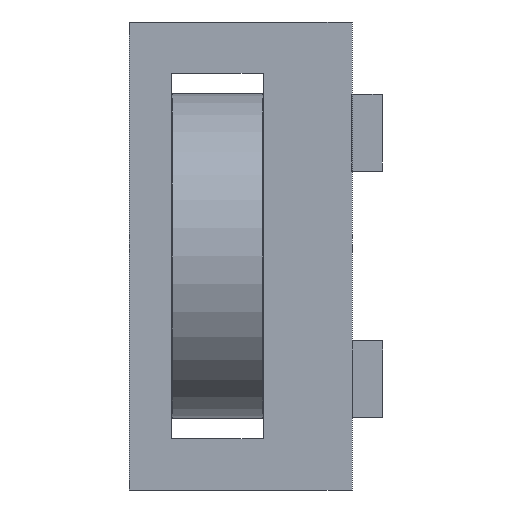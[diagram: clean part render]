
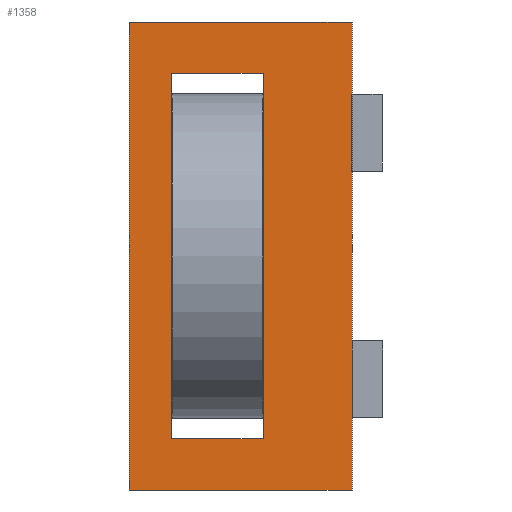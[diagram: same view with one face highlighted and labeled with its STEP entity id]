
A CAD part, left-side view. The second image highlights one B-rep face of the part: STEP entity #1358.
In plain terms, the highlighted planar face has unit normal (1, 0, 0).
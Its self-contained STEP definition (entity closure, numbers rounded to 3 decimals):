
#234 = PLANE ( 'NONE',  #2784 ) ;
#1044 = VECTOR ( 'NONE', #16675, 1000. ) ;
#1358 = ADVANCED_FACE ( 'NONE', ( #1901, #19453 ), #234, .T. ) ;
#1700 = VERTEX_POINT ( 'NONE', #12732 ) ;
#1742 = EDGE_LOOP ( 'NONE', ( #19797, #10984, #15234, #13591 ) ) ;
#1901 = FACE_OUTER_BOUND ( 'NONE', #1742, .T. ) ;
#2151 = EDGE_CURVE ( 'NONE', #16101, #15353, #12704, .T. ) ;
#2256 = LINE ( 'NONE', #19404, #1044 ) ;
#2433 = VERTEX_POINT ( 'NONE', #7678 ) ;
#2512 = DIRECTION ( 'NONE',  ( 0., 1., 0. ) ) ;
#2784 = AXIS2_PLACEMENT_3D ( 'NONE', #11619, #17975, #9022 ) ;
#3271 = CARTESIAN_POINT ( 'NONE',  ( -3.07, 5.87, -5.95 ) ) ;
#3344 = EDGE_CURVE ( 'NONE', #15353, #16462, #9468, .T. ) ;
#3816 = VECTOR ( 'NONE', #12962, 1000. ) ;
#4297 = EDGE_CURVE ( 'NONE', #16462, #20282, #17553, .T. ) ;
#4683 = VECTOR ( 'NONE', #19413, 1000. ) ;
#4754 = DIRECTION ( 'NONE',  ( 0., -1., 0. ) ) ;
#5398 = CARTESIAN_POINT ( 'NONE',  ( -3.07, 0., -7.62 ) ) ;
#5428 = LINE ( 'NONE', #8802, #13662 ) ;
#5514 = CARTESIAN_POINT ( 'NONE',  ( -3.07, 2.9, 5.95 ) ) ;
#5572 = ORIENTED_EDGE ( 'NONE', *, *, #3344, .T. ) ;
#5627 = CARTESIAN_POINT ( 'NONE',  ( -3.07, 5.87, 5.95 ) ) ;
#7040 = EDGE_LOOP ( 'NONE', ( #16550, #16596, #16084, #5572 ) ) ;
#7133 = EDGE_CURVE ( 'NONE', #15608, #2433, #14497, .T. ) ;
#7455 = LINE ( 'NONE', #20178, #12473 ) ;
#7678 = CARTESIAN_POINT ( 'NONE',  ( -3.07, 0., 7.62 ) ) ;
#7756 = CARTESIAN_POINT ( 'NONE',  ( -3.07, 0., 7.62 ) ) ;
#8306 = EDGE_CURVE ( 'NONE', #20282, #16101, #2256, .T. ) ;
#8802 = CARTESIAN_POINT ( 'NONE',  ( -3.07, 7.26, -7.62 ) ) ;
#9022 = DIRECTION ( 'NONE',  ( 0., 0., -1. ) ) ;
#9468 = LINE ( 'NONE', #20506, #20488 ) ;
#9600 = DIRECTION ( 'NONE',  ( 0., 1., 0. ) ) ;
#10140 = CARTESIAN_POINT ( 'NONE',  ( -3.07, 2.9, -5.95 ) ) ;
#10984 = ORIENTED_EDGE ( 'NONE', *, *, #7133, .F. ) ;
#11187 = VECTOR ( 'NONE', #9600, 1000. ) ;
#11305 = CARTESIAN_POINT ( 'NONE',  ( -3.07, 7.26, 5.95 ) ) ;
#11619 = CARTESIAN_POINT ( 'NONE',  ( -3.07, 7.26, -7.62 ) ) ;
#12473 = VECTOR ( 'NONE', #19869, 1000. ) ;
#12704 = LINE ( 'NONE', #19067, #19805 ) ;
#12732 = CARTESIAN_POINT ( 'NONE',  ( -3.07, 7.26, -7.62 ) ) ;
#12805 = CARTESIAN_POINT ( 'NONE',  ( -3.07, 7.26, 7.62 ) ) ;
#12962 = DIRECTION ( 'NONE',  ( 0., 1., 0. ) ) ;
#13591 = ORIENTED_EDGE ( 'NONE', *, *, #18729, .T. ) ;
#13662 = VECTOR ( 'NONE', #2512, 1000. ) ;
#13978 = VERTEX_POINT ( 'NONE', #20106 ) ;
#14497 = LINE ( 'NONE', #7756, #4683 ) ;
#15004 = EDGE_CURVE ( 'NONE', #2433, #13978, #19283, .T. ) ;
#15234 = ORIENTED_EDGE ( 'NONE', *, *, #20614, .T. ) ;
#15353 = VERTEX_POINT ( 'NONE', #10140 ) ;
#15608 = VERTEX_POINT ( 'NONE', #5398 ) ;
#15820 = DIRECTION ( 'NONE',  ( 0., 0., 1. ) ) ;
#16084 = ORIENTED_EDGE ( 'NONE', *, *, #2151, .T. ) ;
#16101 = VERTEX_POINT ( 'NONE', #3271 ) ;
#16462 = VERTEX_POINT ( 'NONE', #5514 ) ;
#16550 = ORIENTED_EDGE ( 'NONE', *, *, #4297, .T. ) ;
#16596 = ORIENTED_EDGE ( 'NONE', *, *, #8306, .T. ) ;
#16675 = DIRECTION ( 'NONE',  ( 0., 0., -1. ) ) ;
#17553 = LINE ( 'NONE', #11305, #3816 ) ;
#17975 = DIRECTION ( 'NONE',  ( 1., 0., 0. ) ) ;
#18729 = EDGE_CURVE ( 'NONE', #1700, #13978, #7455, .T. ) ;
#19067 = CARTESIAN_POINT ( 'NONE',  ( -3.07, 7.26, -5.95 ) ) ;
#19283 = LINE ( 'NONE', #12805, #11187 ) ;
#19404 = CARTESIAN_POINT ( 'NONE',  ( -3.07, 5.87, -7.62 ) ) ;
#19413 = DIRECTION ( 'NONE',  ( 0., 0., 1. ) ) ;
#19453 = FACE_BOUND ( 'NONE', #7040, .T. ) ;
#19797 = ORIENTED_EDGE ( 'NONE', *, *, #15004, .F. ) ;
#19805 = VECTOR ( 'NONE', #4754, 1000. ) ;
#19869 = DIRECTION ( 'NONE',  ( 0., 0., 1. ) ) ;
#20106 = CARTESIAN_POINT ( 'NONE',  ( -3.07, 7.26, 7.62 ) ) ;
#20178 = CARTESIAN_POINT ( 'NONE',  ( -3.07, 7.26, -7.62 ) ) ;
#20282 = VERTEX_POINT ( 'NONE', #5627 ) ;
#20488 = VECTOR ( 'NONE', #15820, 1000. ) ;
#20506 = CARTESIAN_POINT ( 'NONE',  ( -3.07, 2.9, -7.62 ) ) ;
#20614 = EDGE_CURVE ( 'NONE', #15608, #1700, #5428, .T. ) ;
